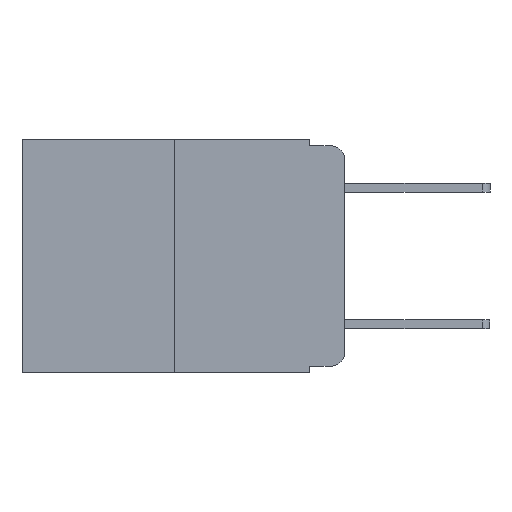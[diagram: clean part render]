
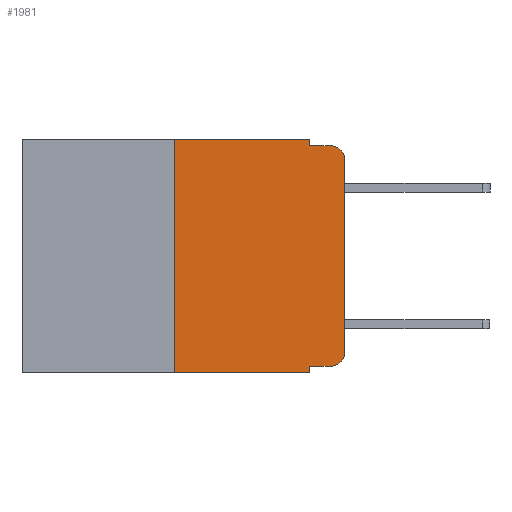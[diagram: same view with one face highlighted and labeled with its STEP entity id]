
A CAD part, left-side view. The second image highlights one B-rep face of the part: STEP entity #1981.
In plain terms, the highlighted planar face has unit normal (-1, 0, 0).
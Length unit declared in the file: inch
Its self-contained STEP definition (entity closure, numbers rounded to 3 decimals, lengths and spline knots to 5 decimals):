
#76 = VERTEX_POINT ( 'NONE', #12463 ) ;
#221 = CARTESIAN_POINT ( 'NONE',  ( 0., 0.25, 0. ) ) ;
#250 = DIRECTION ( 'NONE',  ( 0., -1., 0. ) ) ;
#261 = VECTOR ( 'NONE', #422, 39.37008 ) ;
#319 = ORIENTED_EDGE ( 'NONE', *, *, #12481, .F. ) ;
#410 = EDGE_CURVE ( 'NONE', #552, #76, #8573, .T. ) ;
#422 = DIRECTION ( 'NONE',  ( 0., 0., -1. ) ) ;
#552 = VERTEX_POINT ( 'NONE', #1395 ) ;
#1125 = DIRECTION ( 'NONE',  ( 0., -1., 0. ) ) ;
#1395 = CARTESIAN_POINT ( 'NONE',  ( 0., 0., -0.313 ) ) ;
#1407 = LINE ( 'NONE', #3295, #9636 ) ;
#1683 = CARTESIAN_POINT ( 'NONE',  ( 0., 0.051, 0. ) ) ;
#1962 = CARTESIAN_POINT ( 'NONE',  ( 0., 0.051, -0.333 ) ) ;
#1981 = ADVANCED_FACE ( 'NONE', ( #4172 ), #9513, .F. ) ;
#2193 = CARTESIAN_POINT ( 'NONE',  ( 0., 0.25, -0.343 ) ) ;
#2421 = CARTESIAN_POINT ( 'NONE',  ( 0., 0.02, -0.01 ) ) ;
#2460 = AXIS2_PLACEMENT_3D ( 'NONE', #7149, #12729, #12550 ) ;
#2586 = AXIS2_PLACEMENT_3D ( 'NONE', #11856, #6084, #12784 ) ;
#2910 = VECTOR ( 'NONE', #11783, 39.37008 ) ;
#3046 = LINE ( 'NONE', #10331, #11068 ) ;
#3156 = AXIS2_PLACEMENT_3D ( 'NONE', #6458, #13028, #12957 ) ;
#3264 = ORIENTED_EDGE ( 'NONE', *, *, #10004, .F. ) ;
#3295 = CARTESIAN_POINT ( 'NONE',  ( 0., 0.473, -0.343 ) ) ;
#3430 = EDGE_LOOP ( 'NONE', ( #13126, #5763, #319, #3264, #3610, #6434, #6745, #11832, #4286, #9651 ) ) ;
#3610 = ORIENTED_EDGE ( 'NONE', *, *, #8574, .F. ) ;
#3613 = VERTEX_POINT ( 'NONE', #10603 ) ;
#3648 = EDGE_CURVE ( 'NONE', #76, #6076, #7544, .T. ) ;
#3945 = VECTOR ( 'NONE', #250, 39.37008 ) ;
#3968 = CARTESIAN_POINT ( 'NONE',  ( 0., 0.051, -0.333 ) ) ;
#4172 = FACE_OUTER_BOUND ( 'NONE', #3430, .T. ) ;
#4286 = ORIENTED_EDGE ( 'NONE', *, *, #7415, .T. ) ;
#4338 = DIRECTION ( 'NONE',  ( 0., -1., 0. ) ) ;
#4896 = DIRECTION ( 'NONE',  ( 0., 0., -1. ) ) ;
#4927 = CARTESIAN_POINT ( 'NONE',  ( 0., 0.25, 0. ) ) ;
#5763 = ORIENTED_EDGE ( 'NONE', *, *, #3648, .T. ) ;
#6076 = VERTEX_POINT ( 'NONE', #2421 ) ;
#6084 = DIRECTION ( 'NONE',  ( -1., 0., 0. ) ) ;
#6421 = VERTEX_POINT ( 'NONE', #8390 ) ;
#6434 = ORIENTED_EDGE ( 'NONE', *, *, #9362, .F. ) ;
#6458 = CARTESIAN_POINT ( 'NONE',  ( 0., 0.473, 0. ) ) ;
#6738 = EDGE_CURVE ( 'NONE', #6421, #552, #10844, .T. ) ;
#6745 = ORIENTED_EDGE ( 'NONE', *, *, #9049, .T. ) ;
#7149 = CARTESIAN_POINT ( 'NONE',  ( 0., 0.02, -0.03 ) ) ;
#7209 = VECTOR ( 'NONE', #4896, 39.37008 ) ;
#7415 = EDGE_CURVE ( 'NONE', #8802, #6421, #9381, .T. ) ;
#7544 = CIRCLE ( 'NONE', #2460, 0.02 ) ;
#8205 = CARTESIAN_POINT ( 'NONE',  ( 0., 0.051, -0.343 ) ) ;
#8231 = VERTEX_POINT ( 'NONE', #8205 ) ;
#8235 = DIRECTION ( 'NONE',  ( 0., -1., 0. ) ) ;
#8390 = CARTESIAN_POINT ( 'NONE',  ( 0., 0.02, -0.333 ) ) ;
#8419 = VERTEX_POINT ( 'NONE', #12237 ) ;
#8573 = LINE ( 'NONE', #8738, #10796 ) ;
#8574 = EDGE_CURVE ( 'NONE', #12772, #8419, #12400, .T. ) ;
#8718 = EDGE_CURVE ( 'NONE', #8802, #8231, #9797, .T. ) ;
#8738 = CARTESIAN_POINT ( 'NONE',  ( 0., 0., 0. ) ) ;
#8802 = VERTEX_POINT ( 'NONE', #3968 ) ;
#9049 = EDGE_CURVE ( 'NONE', #11533, #8231, #1407, .T. ) ;
#9362 = EDGE_CURVE ( 'NONE', #11533, #12772, #11228, .T. ) ;
#9381 = LINE ( 'NONE', #1962, #11862 ) ;
#9513 = PLANE ( 'NONE',  #3156 ) ;
#9636 = VECTOR ( 'NONE', #1125, 39.37008 ) ;
#9651 = ORIENTED_EDGE ( 'NONE', *, *, #6738, .T. ) ;
#9797 = LINE ( 'NONE', #1683, #7209 ) ;
#10004 = EDGE_CURVE ( 'NONE', #8419, #3613, #10645, .T. ) ;
#10331 = CARTESIAN_POINT ( 'NONE',  ( 0., 0.051, -0.01 ) ) ;
#10603 = CARTESIAN_POINT ( 'NONE',  ( 0., 0.051, -0.01 ) ) ;
#10645 = LINE ( 'NONE', #12569, #261 ) ;
#10796 = VECTOR ( 'NONE', #13015, 39.37008 ) ;
#10844 = CIRCLE ( 'NONE', #2586, 0.02 ) ;
#11068 = VECTOR ( 'NONE', #4338, 39.37008 ) ;
#11228 = LINE ( 'NONE', #4927, #2910 ) ;
#11533 = VERTEX_POINT ( 'NONE', #2193 ) ;
#11783 = DIRECTION ( 'NONE',  ( 0., 0., 1. ) ) ;
#11832 = ORIENTED_EDGE ( 'NONE', *, *, #8718, .F. ) ;
#11856 = CARTESIAN_POINT ( 'NONE',  ( 0., 0.02, -0.313 ) ) ;
#11862 = VECTOR ( 'NONE', #8235, 39.37008 ) ;
#12237 = CARTESIAN_POINT ( 'NONE',  ( 0., 0.051, 0. ) ) ;
#12400 = LINE ( 'NONE', #12437, #3945 ) ;
#12437 = CARTESIAN_POINT ( 'NONE',  ( 0., 0.473, 0. ) ) ;
#12463 = CARTESIAN_POINT ( 'NONE',  ( 0., 0., -0.03 ) ) ;
#12481 = EDGE_CURVE ( 'NONE', #3613, #6076, #3046, .T. ) ;
#12550 = DIRECTION ( 'NONE',  ( 0., 0., -1. ) ) ;
#12569 = CARTESIAN_POINT ( 'NONE',  ( 0., 0.051, 0. ) ) ;
#12729 = DIRECTION ( 'NONE',  ( -1., 0., 0. ) ) ;
#12772 = VERTEX_POINT ( 'NONE', #221 ) ;
#12784 = DIRECTION ( 'NONE',  ( 0., 0., -1. ) ) ;
#12957 = DIRECTION ( 'NONE',  ( 0., 0., -1. ) ) ;
#13015 = DIRECTION ( 'NONE',  ( 0., 0., 1. ) ) ;
#13028 = DIRECTION ( 'NONE',  ( 1., 0., 0. ) ) ;
#13126 = ORIENTED_EDGE ( 'NONE', *, *, #410, .T. ) ;
